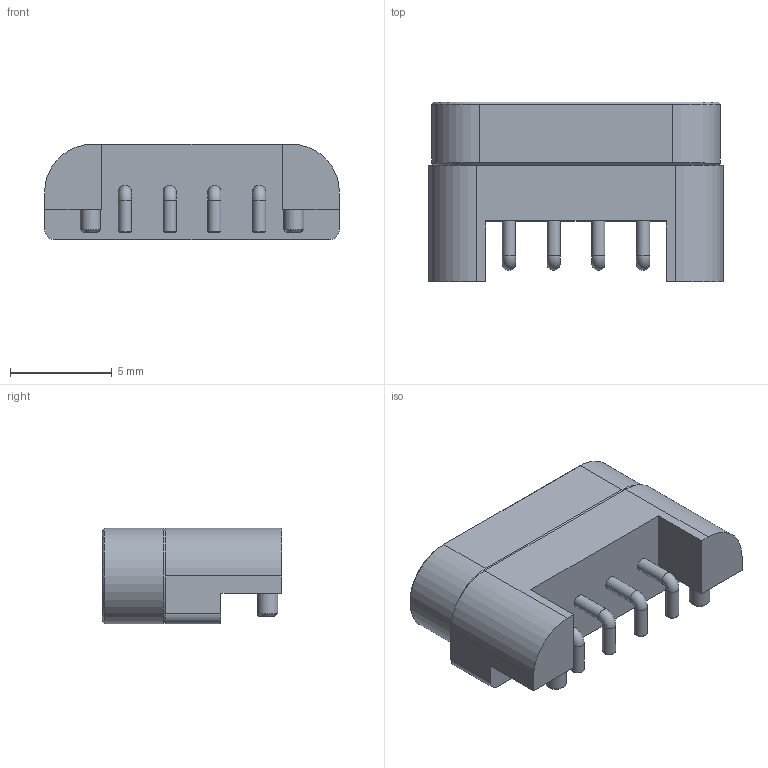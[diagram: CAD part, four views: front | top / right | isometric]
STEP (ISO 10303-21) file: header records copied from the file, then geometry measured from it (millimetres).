
FILE_DESCRIPTION(/* description */ (''),/* implementation_level */ '2;1');
FILE_NAME(/* name */ 'CON_HytePro_M411P_Receptacle_1x04.step',/* time_stamp */ '2024-07-13T17:01:47+02:00',/* author */ (''),/* organization */ (''),/* preprocessor_version */ 'ST-DEVELOPER v20',/* originating_system */ 'Autodesk Translation Framework v13.14.0.145',/* authorisation */ '');
FILE_SCHEMA (('AUTOMOTIVE_DESIGN { 1 0 10303 214 3 1 1 }'));
Length unit declared in the file: millimetre
Products named in the file (5): MagCon_Female; Magnetic Connector Female_Standard; Magnetic Connector Female - MiddlePart; Magnetic Connector Female-tip_Standard; Magnetic Connector Female v2 - MountingPart
Assembly tree (4 placements, depth 3):
  MagCon_Female
    Magnetic Connector Female_Standard
      Magnetic Connector Female - MiddlePart
      Magnetic Connector Female-tip_Standard
      Magnetic Connector Female v2 - MountingPart
Bounding box: 14.5 x 8.85 x 4.7 mm (x, y, z)
Volume: 436.1 mm3; surface area: 898.5 mm2
Topology: 7 solids, 7 shells, 139 faces, 273 edges, 167 vertices
Faces by surface type: plane 63, cylinder 42, cone 26, bspline 4, torus 4
Full cylindrical faces by diameter (mm): 0.65 x12, 0.659 x4, 1 x2, 1.482 x12
Entity records: 3816 total; most frequent: CARTESIAN_POINT 692, DIRECTION 688, ORIENTED_EDGE 546, EDGE_CURVE 273, AXIS2_PLACEMENT_3D 271, EDGE_LOOP 168, VERTEX_POINT 167, LINE 146
